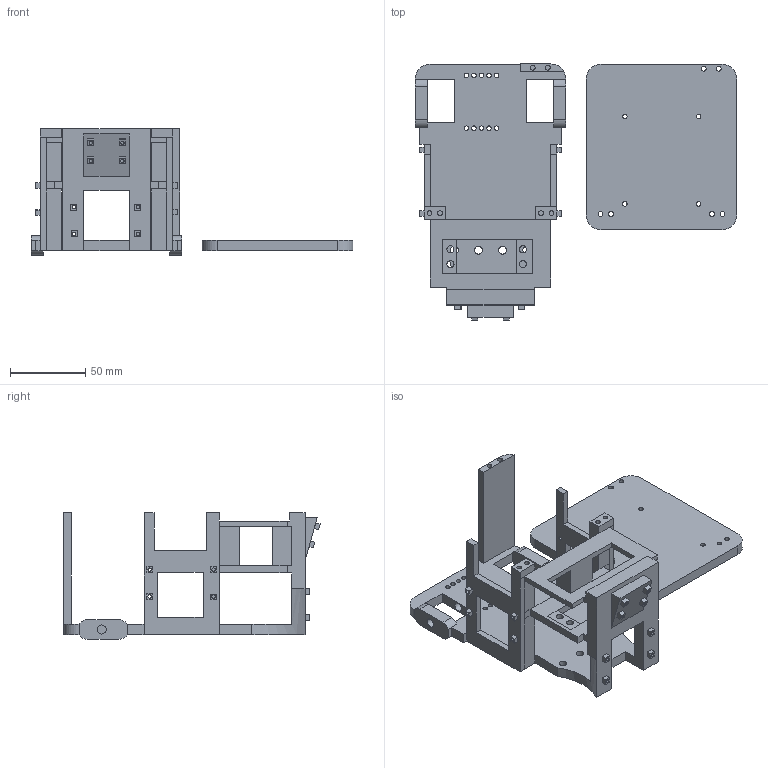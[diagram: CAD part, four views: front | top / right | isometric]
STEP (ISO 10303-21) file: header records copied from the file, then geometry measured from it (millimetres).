
FILE_DESCRIPTION(/* description */ ('STEP AP242','CAx-IF Rec.Pracs.---Representation and Presentation of Product Manufacturing Information (PMI)---4.0---2014-10-13','CAx-IF Rec.Pracs.---3D Tessellated Geometry---0.4---2014-09-14','2;1'),/* implementation_level */ '2;1');
FILE_NAME(/* name */ '66f2ad5ee29da32d2db4cfda',/* time_stamp */ '2024-09-24T12:15:28Z',/* author */ (''),/* organization */ (''),/* preprocessor_version */ 'ST-DEVELOPER v20',/* originating_system */ ' ',/* authorisation */ ' ');
FILE_SCHEMA (('AP242_MANAGED_MODEL_BASED_3D_ENGINEERING_MIM_LF { 1 0 10303 442 1 1 4 }'));
Length unit declared in the file: metre
Products named in the file (2): Part 2; Part 1
Bounding box: 213.46 x 169.99 x 84 mm (x, y, z)
Volume: 254651.2 mm3; surface area: 98488.9 mm2
Topology: 2 solids, 2 shells, 317 faces, 863 edges, 567 vertices
Faces by surface type: plane 244, cylinder 73
Full cylindrical faces by diameter (mm): 2.2 x4, 2.3 x12, 3 x14, 3.2 x8, 4.7 x4, 5.2 x4, 6 x3
Entity records: 9790 total; most frequent: CARTESIAN_POINT 1675, ORIENTED_EDGE 1600, DIRECTION 1588, EDGE_CURVE 800, LINE 648, VECTOR 648, VERTEX_POINT 553, EDGE_LOOP 485
